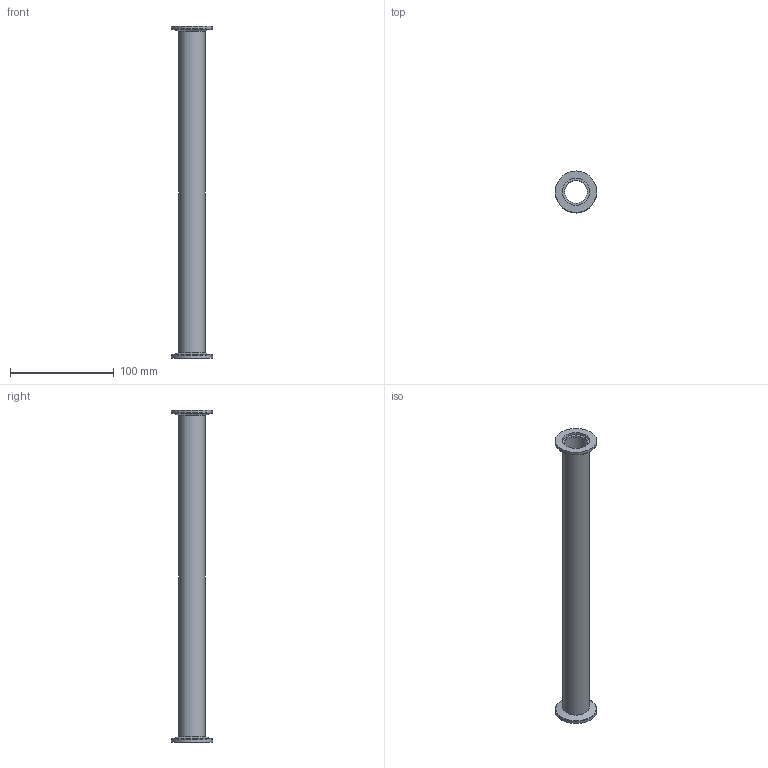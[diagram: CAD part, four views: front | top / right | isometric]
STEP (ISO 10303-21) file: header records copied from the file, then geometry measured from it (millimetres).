
FILE_DESCRIPTION (( 'STEP AP214' ), '1' );
FILE_NAME ('FULLVAC P1KF25320.STEP', '2019-04-24T13:42:34', ( '' ), ( '' ), 'SwSTEP 2.0', 'SolidWorks 2017', '' );
FILE_SCHEMA (( 'AUTOMOTIVE_DESIGN' ));
Length unit declared in the file: millimetre
Products named in the file (3): FULLVAC  P1KF25320; 1^FULLVAC  P1KF25320; 2^FULLVAC  P1KF25320
Assembly tree (3 placements, depth 2):
  FULLVAC  P1KF25320
    1^FULLVAC  P1KF25320
    2^FULLVAC  P1KF25320  x2
Bounding box: 40 x 40 x 320 mm (x, y, z)
Volume: 44440.3 mm3; surface area: 51903.2 mm2
Topology: 3 solids, 3 shells, 24 faces, 40 edges, 26 vertices
Faces by surface type: cylinder 10, plane 10, bspline 2, cone 2
Full cylindrical faces by diameter (mm): 22.1 x3, 25.4 x1, 25.7 x2, 26.2 x2, 40 x2
Entity records: 587 total; most frequent: CARTESIAN_POINT 75, DIRECTION 66, AXIS2_PLACEMENT_3D 33, EDGE_LOOP 28, ORIENTED_EDGE 28, FACE_OUTER_BOUND 21, UNCERTAINTY_MEASURE_WITH_UNIT 21, PRESENTATION_LAYER_ASSIGNMENT 18
